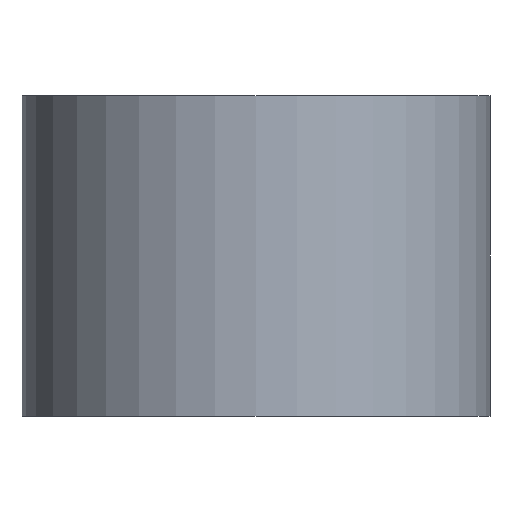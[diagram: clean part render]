
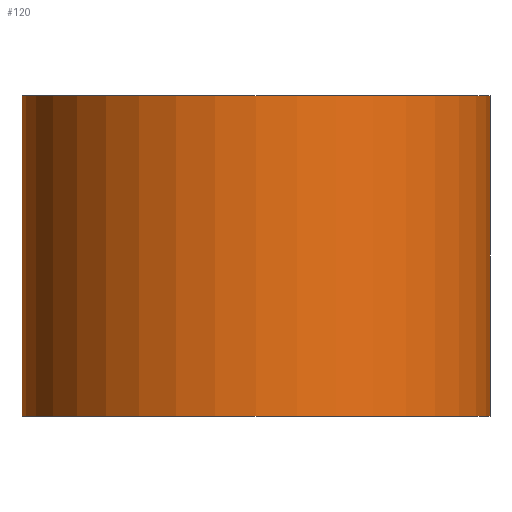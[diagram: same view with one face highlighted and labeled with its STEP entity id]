
A CAD part, front view. The second image highlights one B-rep face of the part: STEP entity #120.
In plain terms, the highlighted cylindrical face has radius 13.919 mm (diameter 27.838 mm), a partial arc.
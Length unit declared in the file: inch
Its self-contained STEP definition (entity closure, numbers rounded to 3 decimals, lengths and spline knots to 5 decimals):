
#5 = DIRECTION ( 'NONE',  ( 1., 0., 0. ) ) ;
#23 = ORIENTED_EDGE ( 'NONE', *, *, #288, .F. ) ;
#41 = DIRECTION ( 'NONE',  ( 1., 0., 0. ) ) ;
#43 = CARTESIAN_POINT ( 'NONE',  ( 0.5, -1.5, 0.375 ) ) ;
#63 = DIRECTION ( 'NONE',  ( 0., 0., -1. ) ) ;
#67 = LINE ( 'NONE', #116, #535 ) ;
#80 = AXIS2_PLACEMENT_3D ( 'NONE', #43, #63, #41 ) ;
#104 = CARTESIAN_POINT ( 'NONE',  ( 0.5, -1.5, 0.375 ) ) ;
#116 = CARTESIAN_POINT ( 'NONE',  ( -0.048, -1.5, 0.375 ) ) ;
#120 = ADVANCED_FACE ( 'NONE', ( #176 ), #153, .T. ) ;
#124 = CIRCLE ( 'NONE', #452, 0.548 ) ;
#149 = LINE ( 'NONE', #197, #554 ) ;
#153 = CYLINDRICAL_SURFACE ( 'NONE', #184, 0.548 ) ;
#176 = FACE_OUTER_BOUND ( 'NONE', #330, .T. ) ;
#184 = AXIS2_PLACEMENT_3D ( 'NONE', #104, #534, #275 ) ;
#197 = CARTESIAN_POINT ( 'NONE',  ( 0.5, -0.952, 0.375 ) ) ;
#226 = CIRCLE ( 'NONE', #80, 0.548 ) ;
#265 = CARTESIAN_POINT ( 'NONE',  ( 0.5, -1.5, -0.375 ) ) ;
#275 = DIRECTION ( 'NONE',  ( -1., 0., 0. ) ) ;
#288 = EDGE_CURVE ( 'NONE', #411, #314, #124, .T. ) ;
#302 = ORIENTED_EDGE ( 'NONE', *, *, #438, .F. ) ;
#314 = VERTEX_POINT ( 'NONE', #350 ) ;
#315 = DIRECTION ( 'NONE',  ( 0., 0., -1. ) ) ;
#330 = EDGE_LOOP ( 'NONE', ( #23, #302, #335, #526 ) ) ;
#335 = ORIENTED_EDGE ( 'NONE', *, *, #382, .T. ) ;
#350 = CARTESIAN_POINT ( 'NONE',  ( -0.048, -1.5, -0.375 ) ) ;
#372 = CARTESIAN_POINT ( 'NONE',  ( -0.048, -1.5, 0.375 ) ) ;
#382 = EDGE_CURVE ( 'NONE', #384, #462, #226, .T. ) ;
#384 = VERTEX_POINT ( 'NONE', #503 ) ;
#406 = DIRECTION ( 'NONE',  ( 0., 0., -1. ) ) ;
#411 = VERTEX_POINT ( 'NONE', #414 ) ;
#414 = CARTESIAN_POINT ( 'NONE',  ( 0.5, -0.952, -0.375 ) ) ;
#438 = EDGE_CURVE ( 'NONE', #384, #411, #149, .T. ) ;
#452 = AXIS2_PLACEMENT_3D ( 'NONE', #265, #469, #5 ) ;
#455 = EDGE_CURVE ( 'NONE', #462, #314, #67, .T. ) ;
#462 = VERTEX_POINT ( 'NONE', #372 ) ;
#469 = DIRECTION ( 'NONE',  ( 0., 0., -1. ) ) ;
#503 = CARTESIAN_POINT ( 'NONE',  ( 0.5, -0.952, 0.375 ) ) ;
#526 = ORIENTED_EDGE ( 'NONE', *, *, #455, .T. ) ;
#534 = DIRECTION ( 'NONE',  ( 0., 0., -1. ) ) ;
#535 = VECTOR ( 'NONE', #406, 39.37008 ) ;
#554 = VECTOR ( 'NONE', #315, 39.37008 ) ;
